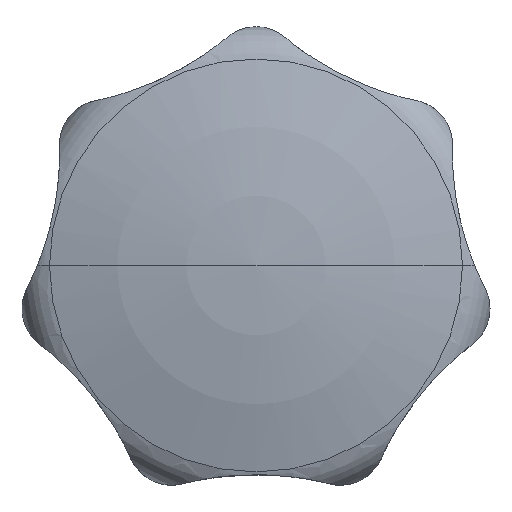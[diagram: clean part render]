
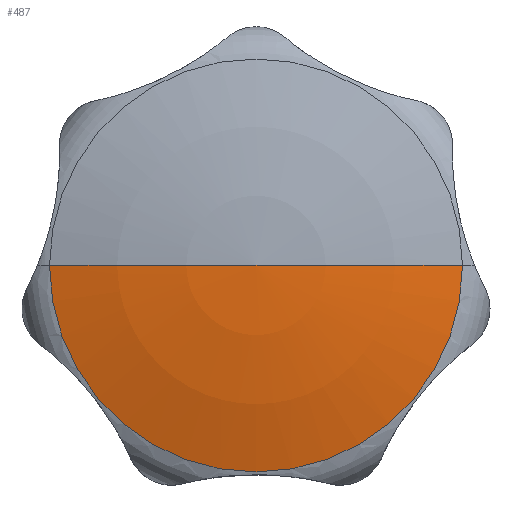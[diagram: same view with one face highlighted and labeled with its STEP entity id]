
A CAD part, top view. The second image highlights one B-rep face of the part: STEP entity #487.
In plain terms, the highlighted spherical face has radius 50 mm.
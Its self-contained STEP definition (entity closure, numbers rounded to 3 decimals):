
#213=VERTEX_POINT('',#581);
#221=EDGE_CURVE('',#481,#213,#589,.T.);
#301=EDGE_CURVE('',#483,#481,#678,.T.);
#369=EDGE_CURVE('',#483,#213,#751,.T.);
#481=VERTEX_POINT('',#872);
#483=VERTEX_POINT('',#874);
#487=ADVANCED_FACE('',(#878),#879,.T.);
#581=CARTESIAN_POINT('',(13.83,0.,18.049));
#589=CIRCLE('',#1004,50.);
#678=CIRCLE('',#1251,50.);
#751=CIRCLE('',#1426,13.83);
#872=CARTESIAN_POINT('',(0.,0.,20.0));
#874=CARTESIAN_POINT('',(-13.83,0.,18.049));
#878=FACE_OUTER_BOUND('',#1728,.T.);
#879=SPHERICAL_SURFACE('',#1729,50.);
#1004=AXIS2_PLACEMENT_3D('',#1910,#1911,#1912);
#1251=AXIS2_PLACEMENT_3D('',#2003,#2004,#2005);
#1426=AXIS2_PLACEMENT_3D('',#2068,#2069,#2070);
#1728=EDGE_LOOP('',(#2180,#2181,#2182));
#1729=AXIS2_PLACEMENT_3D('',#2183,#2184,#2185);
#1910=CARTESIAN_POINT('',(0.,0.,-30.));
#1911=DIRECTION('',(0.,1.0,0.));
#1912=DIRECTION('',(0.0,0.,-1.0));
#2003=CARTESIAN_POINT('',(0.,0.,-30.));
#2004=DIRECTION('',(0.,1.0,0.));
#2005=DIRECTION('',(0.0,0.,-1.0));
#2068=CARTESIAN_POINT('',(0.,0.,18.049));
#2069=DIRECTION('',(0.,0.,1.0));
#2070=DIRECTION('',(1.0,0.,0.));
#2180=ORIENTED_EDGE('',*,*,#301,.F.);
#2181=ORIENTED_EDGE('',*,*,#369,.T.);
#2182=ORIENTED_EDGE('',*,*,#221,.F.);
#2183=CARTESIAN_POINT('',(0.,0.,-30.));
#2184=DIRECTION('',(0.,0.,1.0));
#2185=DIRECTION('',(-1.0,0.,0.0));
